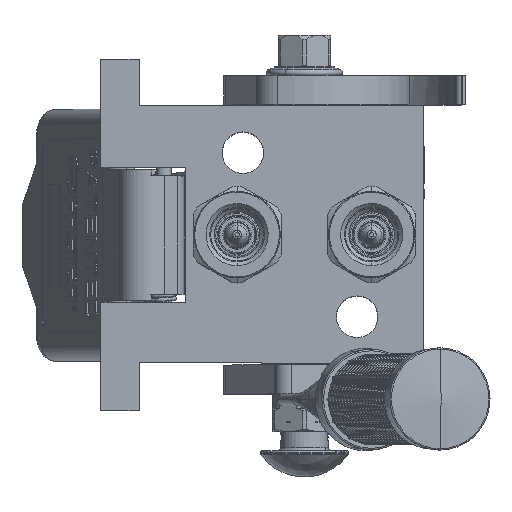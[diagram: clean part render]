
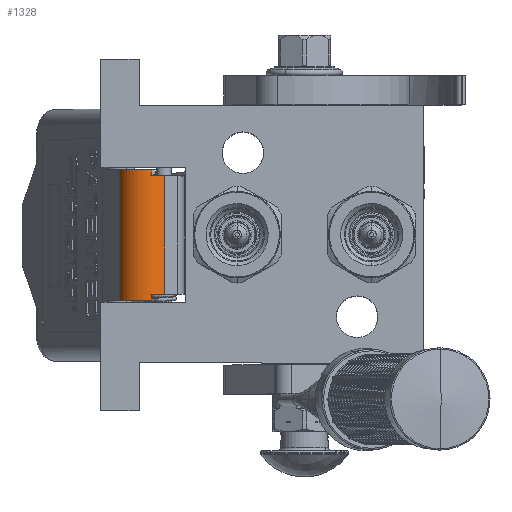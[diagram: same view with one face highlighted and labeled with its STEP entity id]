
A CAD part, top view. The second image highlights one B-rep face of the part: STEP entity #1328.
In plain terms, the highlighted cylindrical face has radius 9.5 mm (diameter 19 mm), a partial arc.
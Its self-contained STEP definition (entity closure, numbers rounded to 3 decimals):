
#212 = DIRECTION ( 'NONE',  ( 1., 0., 0. ) ) ;
#1328 = ADVANCED_FACE ( 'NONE', ( #191230 ), #140020, .T. ) ;
#6395 = EDGE_CURVE ( 'NONE', #136846, #171186, #129725, .T. ) ;
#12423 = DIRECTION ( 'NONE',  ( 0., -0.385, -0.923 ) ) ;
#13977 = CARTESIAN_POINT ( 'NONE',  ( -22.25, -1.5, -47.5 ) ) ;
#16496 = AXIS2_PLACEMENT_3D ( 'NONE', #19097, #138382, #52340 ) ;
#19097 = CARTESIAN_POINT ( 'NONE',  ( -22.25, -1.5, -47.5 ) ) ;
#21847 = VERTEX_POINT ( 'NONE', #132426 ) ;
#22472 = DIRECTION ( 'NONE',  ( 1., 0., 0. ) ) ;
#25135 = VECTOR ( 'NONE', #71472, 1000. ) ;
#27077 = AXIS2_PLACEMENT_3D ( 'NONE', #102372, #164210, #12423 ) ;
#28398 = CARTESIAN_POINT ( 'NONE',  ( -22.25, 8., -47.5 ) ) ;
#33524 = CARTESIAN_POINT ( 'NONE',  ( -20.25, -5.154, -56.269 ) ) ;
#34137 = VECTOR ( 'NONE', #22472, 1000. ) ;
#41980 = ORIENTED_EDGE ( 'NONE', *, *, #145867, .F. ) ;
#44600 = DIRECTION ( 'NONE',  ( 1., 0., 0. ) ) ;
#45833 = EDGE_CURVE ( 'NONE', #186296, #190630, #60474, .T. ) ;
#46586 = ORIENTED_EDGE ( 'NONE', *, *, #158211, .F. ) ;
#47415 = EDGE_CURVE ( 'NONE', #190630, #21847, #183699, .T. ) ;
#47840 = CIRCLE ( 'NONE', #85894, 9.5 ) ;
#50876 = CIRCLE ( 'NONE', #127949, 9.5 ) ;
#52316 = VERTEX_POINT ( 'NONE', #112107 ) ;
#52340 = DIRECTION ( 'NONE',  ( 0., -1., 0. ) ) ;
#60072 = ORIENTED_EDGE ( 'NONE', *, *, #47415, .T. ) ;
#60474 = CIRCLE ( 'NONE', #101045, 9.5 ) ;
#66410 = DIRECTION ( 'NONE',  ( 0., 0.158, -0.987 ) ) ;
#70528 = CARTESIAN_POINT ( 'NONE',  ( 20.25, -1.5, -47.5 ) ) ;
#71472 = DIRECTION ( 'NONE',  ( 1., 0., 0. ) ) ;
#77162 = CARTESIAN_POINT ( 'NONE',  ( -22.25, 0., -56.881 ) ) ;
#85894 = AXIS2_PLACEMENT_3D ( 'NONE', #70528, #131109, #176022 ) ;
#87782 = CARTESIAN_POINT ( 'NONE',  ( -20.25, -5.154, -56.269 ) ) ;
#93882 = EDGE_CURVE ( 'NONE', #186296, #161109, #101576, .T. ) ;
#94244 = CARTESIAN_POINT ( 'NONE',  ( 20.25, 0., -56.881 ) ) ;
#94449 = CARTESIAN_POINT ( 'NONE',  ( 22.25, -1.5, -47.5 ) ) ;
#98318 = VERTEX_POINT ( 'NONE', #87782 ) ;
#101045 = AXIS2_PLACEMENT_3D ( 'NONE', #13977, #44600, #103272 ) ;
#101576 = LINE ( 'NONE', #77162, #166806 ) ;
#102372 = CARTESIAN_POINT ( 'NONE',  ( -20.25, -1.5, -47.5 ) ) ;
#103272 = DIRECTION ( 'NONE',  ( 0., 0.158, -0.987 ) ) ;
#104272 = EDGE_LOOP ( 'NONE', ( #41980, #190708, #115884, #158599, #60072, #108492, #117985, #46586 ) ) ;
#106050 = CIRCLE ( 'NONE', #27077, 9.5 ) ;
#106848 = CARTESIAN_POINT ( 'NONE',  ( -22.25, 8., -47.5 ) ) ;
#108492 = ORIENTED_EDGE ( 'NONE', *, *, #167072, .F. ) ;
#112107 = CARTESIAN_POINT ( 'NONE',  ( 20.25, -5.154, -56.269 ) ) ;
#115198 = CARTESIAN_POINT ( 'NONE',  ( -22.25, 0., -56.881 ) ) ;
#115884 = ORIENTED_EDGE ( 'NONE', *, *, #93882, .F. ) ;
#117985 = ORIENTED_EDGE ( 'NONE', *, *, #6395, .F. ) ;
#127949 = AXIS2_PLACEMENT_3D ( 'NONE', #94449, #171268, #66410 ) ;
#129725 = LINE ( 'NONE', #94244, #34137 ) ;
#131109 = DIRECTION ( 'NONE',  ( 1., 0., 0. ) ) ;
#131780 = CARTESIAN_POINT ( 'NONE',  ( 20.25, 0., -56.881 ) ) ;
#132426 = CARTESIAN_POINT ( 'NONE',  ( 22.25, 8., -47.5 ) ) ;
#136846 = VERTEX_POINT ( 'NONE', #131780 ) ;
#138382 = DIRECTION ( 'NONE',  ( -1., 0., 0. ) ) ;
#140020 = CYLINDRICAL_SURFACE ( 'NONE', #16496, 9.5 ) ;
#145867 = EDGE_CURVE ( 'NONE', #98318, #52316, #154294, .T. ) ;
#154294 = LINE ( 'NONE', #33524, #179923 ) ;
#158211 = EDGE_CURVE ( 'NONE', #52316, #136846, #47840, .T. ) ;
#158599 = ORIENTED_EDGE ( 'NONE', *, *, #45833, .T. ) ;
#161109 = VERTEX_POINT ( 'NONE', #166797 ) ;
#164210 = DIRECTION ( 'NONE',  ( 1., 0., 0. ) ) ;
#166797 = CARTESIAN_POINT ( 'NONE',  ( -20.25, 0., -56.881 ) ) ;
#166806 = VECTOR ( 'NONE', #212, 1000. ) ;
#167072 = EDGE_CURVE ( 'NONE', #171186, #21847, #50876, .T. ) ;
#170759 = EDGE_CURVE ( 'NONE', #98318, #161109, #106050, .T. ) ;
#171186 = VERTEX_POINT ( 'NONE', #174524 ) ;
#171268 = DIRECTION ( 'NONE',  ( 1., 0., 0. ) ) ;
#174524 = CARTESIAN_POINT ( 'NONE',  ( 22.25, 0., -56.881 ) ) ;
#176022 = DIRECTION ( 'NONE',  ( 0., -0.385, -0.923 ) ) ;
#179923 = VECTOR ( 'NONE', #180178, 1000. ) ;
#180178 = DIRECTION ( 'NONE',  ( 1., 0., 0. ) ) ;
#183699 = LINE ( 'NONE', #28398, #25135 ) ;
#186296 = VERTEX_POINT ( 'NONE', #115198 ) ;
#190630 = VERTEX_POINT ( 'NONE', #106848 ) ;
#190708 = ORIENTED_EDGE ( 'NONE', *, *, #170759, .T. ) ;
#191230 = FACE_OUTER_BOUND ( 'NONE', #104272, .T. ) ;
